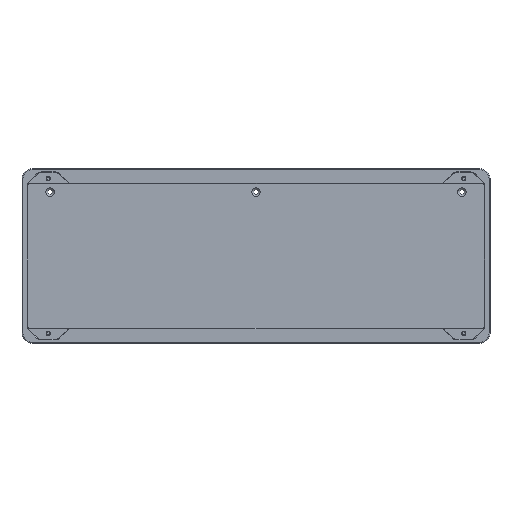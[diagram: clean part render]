
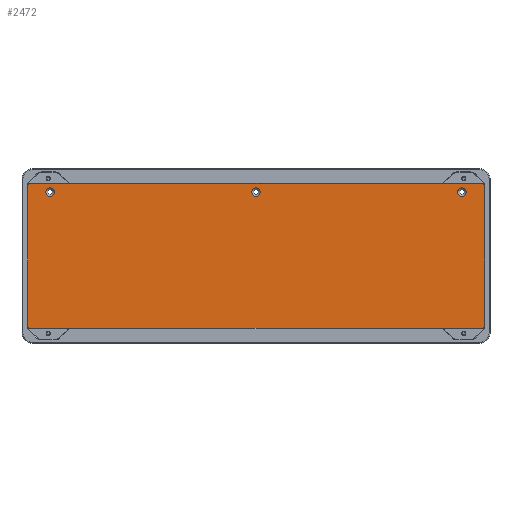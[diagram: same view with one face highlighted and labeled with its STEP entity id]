
A CAD part, top view. The second image highlights one B-rep face of the part: STEP entity #2472.
In plain terms, the highlighted planar face has unit normal (0, 0, 1).
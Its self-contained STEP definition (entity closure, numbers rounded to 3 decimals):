
#25=FACE_BOUND('',#471,.T.);
#26=FACE_BOUND('',#472,.T.);
#27=FACE_BOUND('',#473,.T.);
#139=CIRCLE('',#2703,2.25);
#141=CIRCLE('',#2706,1.);
#142=CIRCLE('',#2707,1.);
#143=CIRCLE('',#2708,1.);
#144=CIRCLE('',#2709,1.);
#145=CIRCLE('',#2710,2.25);
#146=CIRCLE('',#2711,2.25);
#314=FACE_OUTER_BOUND('',#470,.T.);
#470=EDGE_LOOP('',(#2019,#2020,#2021,#2022,#2023,#2024,#2025,#2026));
#471=EDGE_LOOP('',(#2027));
#472=EDGE_LOOP('',(#2028));
#473=EDGE_LOOP('',(#2029));
#601=LINE('',#3756,#839);
#617=LINE('',#3794,#855);
#702=LINE('',#4070,#940);
#703=LINE('',#4074,#941);
#839=VECTOR('',#2980,10.);
#855=VECTOR('',#3016,10.);
#940=VECTOR('',#3303,10.);
#941=VECTOR('',#3306,10.);
#1072=VERTEX_POINT('',#3753);
#1073=VERTEX_POINT('',#3755);
#1084=VERTEX_POINT('',#3791);
#1085=VERTEX_POINT('',#3793);
#1164=VERTEX_POINT('',#4060);
#1166=VERTEX_POINT('',#4067);
#1167=VERTEX_POINT('',#4069);
#1168=VERTEX_POINT('',#4071);
#1169=VERTEX_POINT('',#4073);
#1170=VERTEX_POINT('',#4076);
#1171=VERTEX_POINT('',#4078);
#1322=EDGE_CURVE('',#1072,#1073,#601,.T.);
#1341=EDGE_CURVE('',#1084,#1085,#617,.T.);
#1469=EDGE_CURVE('',#1164,#1164,#139,.T.);
#1472=EDGE_CURVE('',#1072,#1085,#141,.T.);
#1473=EDGE_CURVE('',#1084,#1166,#142,.T.);
#1474=EDGE_CURVE('',#1167,#1166,#702,.T.);
#1475=EDGE_CURVE('',#1167,#1168,#143,.T.);
#1476=EDGE_CURVE('',#1169,#1168,#703,.T.);
#1477=EDGE_CURVE('',#1169,#1073,#144,.T.);
#1478=EDGE_CURVE('',#1170,#1170,#145,.T.);
#1479=EDGE_CURVE('',#1171,#1171,#146,.T.);
#2019=ORIENTED_EDGE('',*,*,#1472,.T.);
#2020=ORIENTED_EDGE('',*,*,#1341,.F.);
#2021=ORIENTED_EDGE('',*,*,#1473,.T.);
#2022=ORIENTED_EDGE('',*,*,#1474,.F.);
#2023=ORIENTED_EDGE('',*,*,#1475,.T.);
#2024=ORIENTED_EDGE('',*,*,#1476,.F.);
#2025=ORIENTED_EDGE('',*,*,#1477,.T.);
#2026=ORIENTED_EDGE('',*,*,#1322,.F.);
#2027=ORIENTED_EDGE('',*,*,#1478,.F.);
#2028=ORIENTED_EDGE('',*,*,#1479,.F.);
#2029=ORIENTED_EDGE('',*,*,#1469,.F.);
#2355=PLANE('',#2705);
#2472=ADVANCED_FACE('',(#314,#25,#26,#27),#2355,.F.);
#2703=AXIS2_PLACEMENT_3D('',#4061,#3292,#3293);
#2705=AXIS2_PLACEMENT_3D('',#4065,#3297,#3298);
#2706=AXIS2_PLACEMENT_3D('',#4066,#3299,#3300);
#2707=AXIS2_PLACEMENT_3D('',#4068,#3301,#3302);
#2708=AXIS2_PLACEMENT_3D('',#4072,#3304,#3305);
#2709=AXIS2_PLACEMENT_3D('',#4075,#3307,#3308);
#2710=AXIS2_PLACEMENT_3D('',#4077,#3309,#3310);
#2711=AXIS2_PLACEMENT_3D('',#4079,#3311,#3312);
#2980=DIRECTION('',(0.,1.,0.));
#3016=DIRECTION('',(-1.,0.,0.));
#3292=DIRECTION('center_axis',(0.,0.,1.));
#3293=DIRECTION('ref_axis',(1.,0.,0.));
#3297=DIRECTION('center_axis',(0.,0.,-1.));
#3298=DIRECTION('ref_axis',(-1.,0.,0.));
#3299=DIRECTION('center_axis',(0.,0.,1.));
#3300=DIRECTION('ref_axis',(-0.707,-0.707,0.));
#3301=DIRECTION('center_axis',(0.,0.,1.));
#3302=DIRECTION('ref_axis',(0.707,-0.707,0.));
#3303=DIRECTION('',(0.,-1.,0.));
#3304=DIRECTION('center_axis',(0.,0.,1.));
#3305=DIRECTION('ref_axis',(0.707,0.707,0.));
#3306=DIRECTION('',(1.,0.,0.));
#3307=DIRECTION('center_axis',(0.,0.,1.));
#3308=DIRECTION('ref_axis',(-0.707,0.707,0.));
#3309=DIRECTION('center_axis',(0.,0.,1.));
#3310=DIRECTION('ref_axis',(1.,0.,0.));
#3311=DIRECTION('center_axis',(0.,0.,1.));
#3312=DIRECTION('ref_axis',(1.,0.,0.));
#3753=CARTESIAN_POINT('',(-246.938,9.,-10.6));
#3755=CARTESIAN_POINT('',(-246.938,84.25,-10.6));
#3756=CARTESIAN_POINT('',(-246.938,8.,-10.6));
#3791=CARTESIAN_POINT('',(-4.,8.,-10.6));
#3793=CARTESIAN_POINT('',(-245.938,8.,-10.6));
#3794=CARTESIAN_POINT('',(-3.,8.,-10.6));
#4060=CARTESIAN_POINT('',(-17.25,80.75,-10.6));
#4061=CARTESIAN_POINT('Origin',(-15.,80.75,-10.6));
#4065=CARTESIAN_POINT('Origin',(-124.969,46.625,-10.6));
#4066=CARTESIAN_POINT('Origin',(-245.938,9.,-10.6));
#4067=CARTESIAN_POINT('',(-3.,9.,-10.6));
#4068=CARTESIAN_POINT('Origin',(-4.,9.,-10.6));
#4069=CARTESIAN_POINT('',(-3.,84.25,-10.6));
#4070=CARTESIAN_POINT('',(-3.,85.25,-10.6));
#4071=CARTESIAN_POINT('',(-4.,85.25,-10.6));
#4072=CARTESIAN_POINT('Origin',(-4.,84.25,-10.6));
#4073=CARTESIAN_POINT('',(-245.938,85.25,-10.6));
#4074=CARTESIAN_POINT('',(-246.938,85.25,-10.6));
#4075=CARTESIAN_POINT('Origin',(-245.938,84.25,-10.6));
#4076=CARTESIAN_POINT('',(-127.219,80.75,-10.6));
#4077=CARTESIAN_POINT('Origin',(-124.969,80.75,-10.6));
#4078=CARTESIAN_POINT('',(-237.188,80.75,-10.6));
#4079=CARTESIAN_POINT('Origin',(-234.938,80.75,-10.6));
